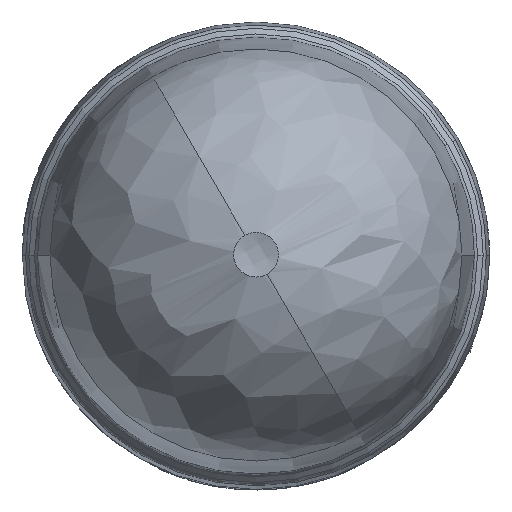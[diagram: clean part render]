
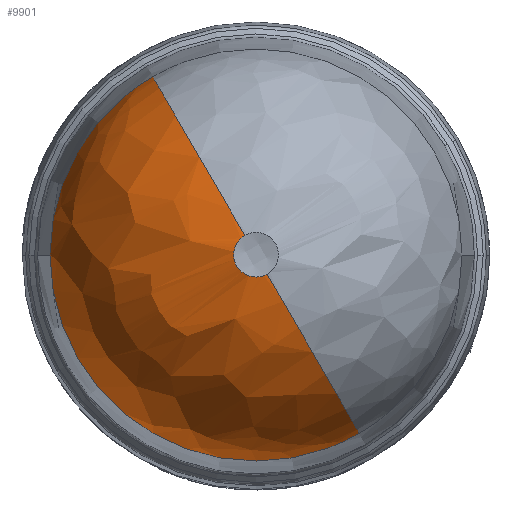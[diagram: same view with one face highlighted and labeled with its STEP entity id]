
A CAD part, top view. The second image highlights one B-rep face of the part: STEP entity #9901.
In plain terms, the highlighted free-form (B-spline) face has degree [3, 3] with [4, 4] control points.
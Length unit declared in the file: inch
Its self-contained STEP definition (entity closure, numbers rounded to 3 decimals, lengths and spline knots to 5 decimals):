
#5 = AXIS2_PLACEMENT_3D ( 'NONE', #10767, #14072, #3595 ) ;
#342 = EDGE_CURVE ( 'NONE', #7690, #818, #5755, .T. ) ;
#556 = CARTESIAN_POINT ( 'NONE',  ( 0., 0., 3.71379 ) ) ;
#766 = EDGE_CURVE ( 'NONE', #11452, #7690, #7866, .T. ) ;
#818 = VERTEX_POINT ( 'NONE', #2914 ) ;
#923 = CARTESIAN_POINT ( 'NONE',  ( -0.76723, 1.26237, 3.68693 ) ) ;
#947 = CARTESIAN_POINT ( 'NONE',  ( -0.08001, -0.13922, 5.10152 ) ) ;
#958 = ORIENTED_EDGE ( 'NONE', *, *, #3245, .F. ) ;
#1300 = DIRECTION ( 'NONE',  ( 0., 0., -1. ) ) ;
#1378 = CARTESIAN_POINT ( 'NONE',  ( 0.74054, -1.27783, 3.68693 ) ) ;
#1409 = ORIENTED_EDGE ( 'NONE', *, *, #342, .F. ) ;
#2127 = CARTESIAN_POINT ( 'NONE',  ( 0.01076, -0.16021, 5.10152 ) ) ;
#2203 = CARTESIAN_POINT ( 'NONE',  ( -0.05148, -0.15211, 5.10152 ) ) ;
#2282 = CARTESIAN_POINT ( 'NONE',  ( -0.73992, 1.27676, 3.71379 ) ) ;
#2426 = CARTESIAN_POINT ( 'NONE',  ( -0.09799, 0.12721, 5.10152 ) ) ;
#2480 = DIRECTION ( 'NONE',  ( 0.865, 0.501, 0. ) ) ;
#2724 = CARTESIAN_POINT ( 'NONE',  ( 0.69456, -1.30448, 3.66563 ) ) ;
#2914 = CARTESIAN_POINT ( 'NONE',  ( -0.08034, 0.13863, 5.10152 ) ) ;
#3245 = EDGE_CURVE ( 'NONE', #13977, #13287, #4281, .T. ) ;
#3317 = CARTESIAN_POINT ( 'NONE',  ( -0.15753, 0.03109, 5.10152 ) ) ;
#3366 = CARTESIAN_POINT ( 'NONE',  ( -0.78775, 1.25048, 3.63482 ) ) ;
#3535 = CARTESIAN_POINT ( 'NONE',  ( -0.13342, -0.08934, 5.10152 ) ) ;
#3595 = DIRECTION ( 'NONE',  ( -0.501, 0.865, 0. ) ) ;
#3605 = CARTESIAN_POINT ( 'NONE',  ( -0.06126, -0.14842, 5.10152 ) ) ;
#4224 = ORIENTED_EDGE ( 'NONE', *, *, #766, .F. ) ;
#4281 = CIRCLE ( 'NONE', #5, 1.47792 ) ;
#4451 = CARTESIAN_POINT ( 'NONE',  ( 0.08034, -0.13863, 5.10152 ) ) ;
#4559 = CARTESIAN_POINT ( 'NONE',  ( -0.11336, -0.11373, 5.10152 ) ) ;
#4632 = CARTESIAN_POINT ( 'NONE',  ( -0.15923, 0.02078, 5.10152 ) ) ;
#4701 = CARTESIAN_POINT ( 'NONE',  ( 0.0316, -0.15744, 5.10152 ) ) ;
#4770 = CARTESIAN_POINT ( 'NONE',  ( 0.06158, -0.1483, 5.10152 ) ) ;
#4968 = EDGE_LOOP ( 'NONE', ( #1409, #4224, #13448, #958, #5586 ) ) ;
#5058 = CARTESIAN_POINT ( 'NONE',  ( 0.71386, -1.2933, 3.68693 ) ) ;
#5255 = DIRECTION ( 'NONE',  ( -1., 0., 0. ) ) ;
#5286 = CARTESIAN_POINT ( 'NONE',  ( -1.47567, 0., 3.71379 ) ) ;
#5586 = ORIENTED_EDGE ( 'NONE', *, *, #11504, .T. ) ;
#5696 = CARTESIAN_POINT ( 'NONE',  ( -3.11243, -0.21422, 3.76085 ) ) ;
#5718 = CARTESIAN_POINT ( 'NONE',  ( -0.1272, -0.098, 5.10152 ) ) ;
#5755 = CIRCLE ( 'NONE', #7250, 1.47792 ) ;
#5916 = DIRECTION ( 'NONE',  ( -1., 0., 0. ) ) ;
#6876 = CARTESIAN_POINT ( 'NONE',  ( -0.78652, 1.25119, 3.66563 ) ) ;
#6900 = CARTESIAN_POINT ( 'NONE',  ( -0.03104, -0.15755, 5.10152 ) ) ;
#6951 = CARTESIAN_POINT ( 'NONE',  ( -0.74054, 1.27783, 3.68693 ) ) ;
#6972 = CARTESIAN_POINT ( 'NONE',  ( -0.15505, -0.04178, 5.10152 ) ) ;
#7044 = CARTESIAN_POINT ( 'NONE',  ( -0.16021, -0.01082, 5.10152 ) ) ;
#7192 = CARTESIAN_POINT ( 'NONE',  ( -0.16058, -0.00025, 5.10152 ) ) ;
#7246 = CARTESIAN_POINT ( 'NONE',  ( 0., 0., 3.63232 ) ) ;
#7250 = AXIS2_PLACEMENT_3D ( 'NONE', #7246, #2480, #9441 ) ;
#7406 = CARTESIAN_POINT ( 'NONE',  ( -0.68005, -1.98363, 6.43558 ) ) ;
#7690 = VERTEX_POINT ( 'NONE', #2282 ) ;
#7859 = EDGE_CURVE ( 'NONE', #13287, #11452, #15089, .T. ) ;
#7866 = CIRCLE ( 'NONE', #14090, 1.47567 ) ;
#8084 = CARTESIAN_POINT ( 'NONE',  ( -0.14842, 0.06129, 5.10152 ) ) ;
#8226 = CARTESIAN_POINT ( 'NONE',  ( -0.13368, 0.08896, 5.10152 ) ) ;
#8297 = CARTESIAN_POINT ( 'NONE',  ( -0.08906, -0.13361, 5.10152 ) ) ;
#8372 = CARTESIAN_POINT ( 'NONE',  ( -0.15216, 0.05129, 5.10152 ) ) ;
#8619 = DIRECTION ( 'NONE',  ( 0., 0., -1. ) ) ;
#9320 = CARTESIAN_POINT ( 'NONE',  ( -0.02069, -0.15923, 5.10152 ) ) ;
#9370 = CARTESIAN_POINT ( 'NONE',  ( -2.0592, 0.39615, 6.43558 ) ) ;
#9441 = DIRECTION ( 'NONE',  ( -0.501, 0.865, 0. ) ) ;
#9534 = CARTESIAN_POINT ( 'NONE',  ( 0.04176, -0.15505, 5.10152 ) ) ;
#9612 = CARTESIAN_POINT ( 'NONE',  ( -0.0895, 0.13333, 5.10152 ) ) ;
#9664 = CARTESIAN_POINT ( 'NONE',  ( -1.73328, -2.594, 3.76085 ) ) ;
#9887 = B_SPLINE_CURVE_WITH_KNOTS ( 'NONE', 3,
 ( #11662, #12827, #4770, #9534, #4701, #2127, #12907, #9320, #6900, #2203, #3605, #947, #8297, #11953, #4559, #5718, #3535, #10490, #15396, #6972, #15468, #7044, #7192, #4632, #3317, #8372, #8084, #11809, #8226, #14294, #13122, #2426, #9612, #11738 ),
 .UNSPECIFIED., .F., .F.,
 ( 4, 2, 2, 2, 2, 2, 2, 2, 2, 2, 2, 2, 2, 2, 2, 2, 4 ),
 ( 0.01283, 0.01364, 0.01444, 0.01524, 0.01604, 0.01684, 0.01765, 0.01845, 0.01925, 0.02005, 0.02086, 0.02166, 0.02246, 0.02326, 0.02406, 0.02487, 0.02567 ),
 .UNSPECIFIED. ) ;
#9901 = ADVANCED_FACE ( 'NONE', ( #14349 ), #12653, .T. ) ;
#10490 = CARTESIAN_POINT ( 'NONE',  ( -0.1439, -0.07125, 5.10152 ) ) ;
#10767 = CARTESIAN_POINT ( 'NONE',  ( 0., 0., 3.63232 ) ) ;
#11452 = VERTEX_POINT ( 'NONE', #5286 ) ;
#11504 = EDGE_CURVE ( 'NONE', #13977, #818, #9887, .T. ) ;
#11662 = CARTESIAN_POINT ( 'NONE',  ( 0.08034, -0.13863, 5.10152 ) ) ;
#11738 = CARTESIAN_POINT ( 'NONE',  ( -0.08034, 0.13863, 5.10152 ) ) ;
#11809 = CARTESIAN_POINT ( 'NONE',  ( -0.13918, 0.08008, 5.10152 ) ) ;
#11953 = CARTESIAN_POINT ( 'NONE',  ( -0.10573, -0.12085, 5.10152 ) ) ;
#12005 = CARTESIAN_POINT ( 'NONE',  ( 0., 0., 3.71379 ) ) ;
#12162 = CARTESIAN_POINT ( 'NONE',  ( 0.69333, -1.30519, 3.63482 ) ) ;
#12241 = CARTESIAN_POINT ( 'NONE',  ( 0.68957, -1.18989, 6.43558 ) ) ;
#12653 =( BOUNDED_SURFACE ( )  B_SPLINE_SURFACE ( 3, 3, ( 
 ( #3366, #6876, #923, #6951 ),
 ( #5696, #15228, #9370, #12955 ),
 ( #9664, #13417, #7406, #12241 ),
 ( #12162, #2724, #5058, #1378 ) ),
 .UNSPECIFIED., .F., .F., .T. ) 
 B_SPLINE_SURFACE_WITH_KNOTS ( ( 4, 4 ),
 ( 4, 4 ),
 ( 0., 1. ),
 ( 0., 1. ),
 .UNSPECIFIED. ) 
 GEOMETRIC_REPRESENTATION_ITEM ( )  RATIONAL_B_SPLINE_SURFACE ( (
 ( 1., 0.815, 0.815, 1.),
 ( 0.358, 0.292, 0.292, 0.358),
 ( 0.358, 0.292, 0.292, 0.358),
 ( 1., 0.815, 0.815, 1.) ) ) 
 REPRESENTATION_ITEM ( '' )  SURFACE ( )  );
#12827 = CARTESIAN_POINT ( 'NONE',  ( 0.07129, -0.14388, 5.10152 ) ) ;
#12907 = CARTESIAN_POINT ( 'NONE',  ( 0.00015, -0.16057, 5.10152 ) ) ;
#12955 = CARTESIAN_POINT ( 'NONE',  ( -0.68957, 1.18989, 6.43558 ) ) ;
#13072 = AXIS2_PLACEMENT_3D ( 'NONE', #556, #8619, #5255 ) ;
#13122 = CARTESIAN_POINT ( 'NONE',  ( -0.11367, 0.11342, 5.10152 ) ) ;
#13287 = VERTEX_POINT ( 'NONE', #14029 ) ;
#13417 = CARTESIAN_POINT ( 'NONE',  ( -1.67048, -2.55761, 5.34219 ) ) ;
#13448 = ORIENTED_EDGE ( 'NONE', *, *, #7859, .F. ) ;
#13977 = VERTEX_POINT ( 'NONE', #4451 ) ;
#14029 = CARTESIAN_POINT ( 'NONE',  ( 0.73992, -1.27676, 3.71379 ) ) ;
#14072 = DIRECTION ( 'NONE',  ( 0.865, 0.501, 0. ) ) ;
#14090 = AXIS2_PLACEMENT_3D ( 'NONE', #12005, #1300, #5916 ) ;
#14294 = CARTESIAN_POINT ( 'NONE',  ( -0.12093, 0.10565, 5.10152 ) ) ;
#14349 = FACE_OUTER_BOUND ( 'NONE', #4968, .T. ) ;
#15089 = CIRCLE ( 'NONE', #13072, 1.47567 ) ;
#15228 = CARTESIAN_POINT ( 'NONE',  ( -3.04963, -0.17783, 5.34219 ) ) ;
#15396 = CARTESIAN_POINT ( 'NONE',  ( -0.14823, -0.06174, 5.10152 ) ) ;
#15468 = CARTESIAN_POINT ( 'NONE',  ( -0.15745, -0.03151, 5.10152 ) ) ;
